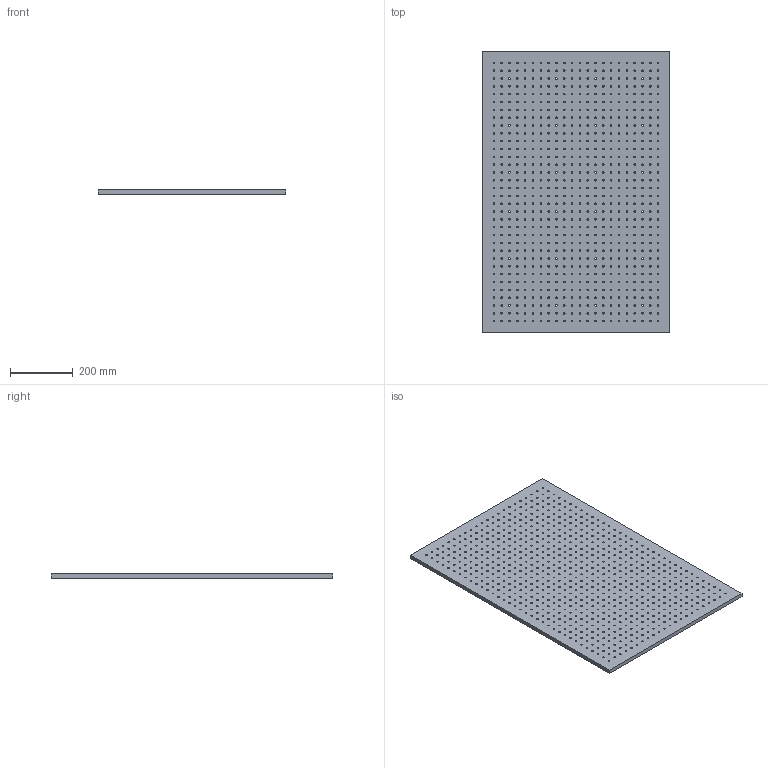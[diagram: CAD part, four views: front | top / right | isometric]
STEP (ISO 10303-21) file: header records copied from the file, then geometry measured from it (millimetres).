
FILE_DESCRIPTION (( 'STEP AP214' ), '1' );
FILE_NAME ('516009.STEP', '2019-10-28T05:06:33', ( 'user' ), ( '微软中国' ), 'SwSTEP 2.0', 'SolidWorks 2016', '' );
FILE_SCHEMA (( 'AUTOMOTIVE_DESIGN' ));
Length unit declared in the file: millimetre
Products named in the file (1): 516009
Bounding box: 600 x 900 x 13 mm (x, y, z)
Volume: 6829069.7 mm3; surface area: 1242370.3 mm2
Topology: 1 solids, 1 shells, 1502 faces, 4500 edges, 3000 vertices
Faces by surface type: cylinder 1496, plane 6
Entity records: 55542 total; most frequent: DIRECTION 10498, CARTESIAN_POINT 9003, ORIENTED_EDGE 9000, EDGE_CURVE 4500, AXIS2_PLACEMENT_3D 4495, VERTEX_POINT 3000, EDGE_LOOP 2998, CIRCLE 2992
